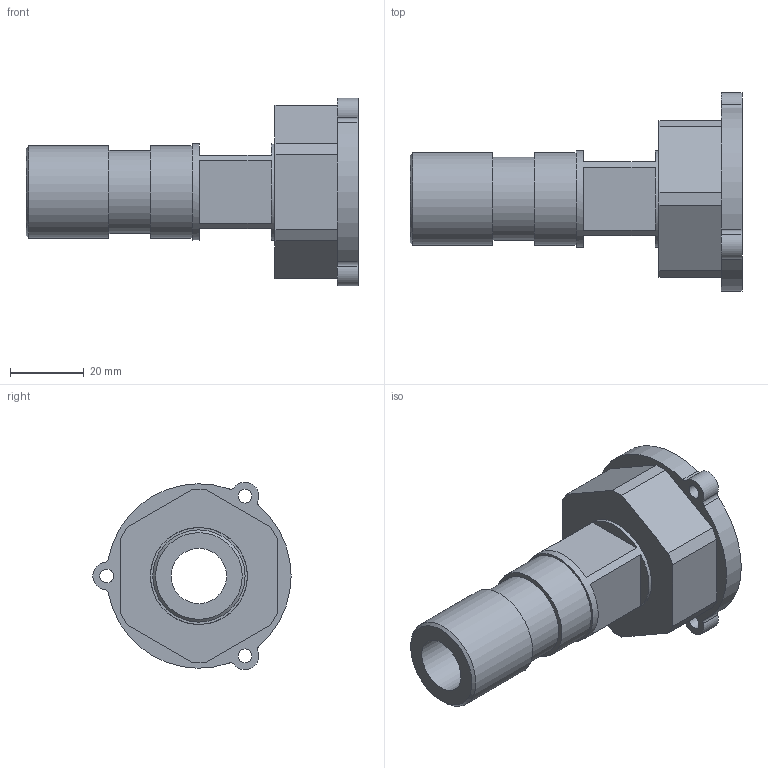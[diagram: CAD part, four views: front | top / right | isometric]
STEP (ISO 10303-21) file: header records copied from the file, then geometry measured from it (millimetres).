
FILE_DESCRIPTION(/* description */ ('SERIES 1 FREE NUT ADAPTOR 25-1" (KIT 2 UNITS)'),/* implementation_level */ '2;1');
FILE_NAME(/* name */ '0358916025.ipt.step',/* time_stamp */ '2017-05-29T14:49:21+03:00',/* author */ ('KIM'),/* organization */ (''),/* preprocessor_version */ 'ST-DEVELOPER v15.6',/* originating_system */ 'Autodesk Inventor 2015',/* authorisation */ '');
FILE_SCHEMA (('AUTOMOTIVE_DESIGN { 1 0 10303 214 3 1 1 }'));
Length unit declared in the file: millimetre
Products named in the file (1): 0358916025
Bounding box: 90 x 53.74 x 50.79 mm (x, y, z)
Volume: 42666 mm3; surface area: 17904.8 mm2
Topology: 1 solids, 1 shells, 54 faces, 128 edges, 85 vertices
Faces by surface type: plane 32, cylinder 21, cone 1
Full cylindrical faces by diameter (mm): 3.75 x3, 15 x1, 22.5 x1, 25 x2, 26.25 x1, 30.291 x1
Entity records: 1596 total; most frequent: DIRECTION 276, CARTESIAN_POINT 253, ORIENTED_EDGE 230, EDGE_CURVE 115, AXIS2_PLACEMENT_3D 106, VERTEX_POINT 83, EDGE_LOOP 82, LINE 64
